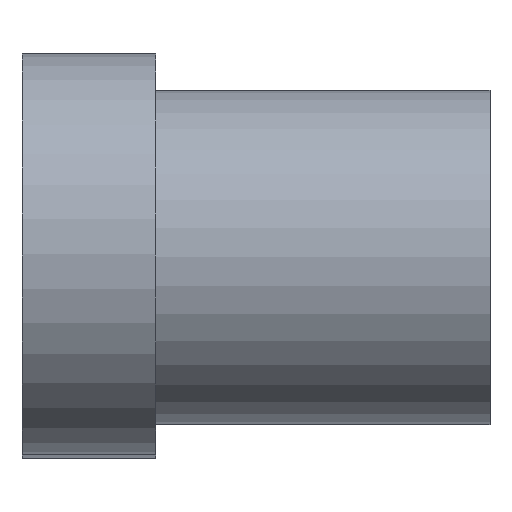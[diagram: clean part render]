
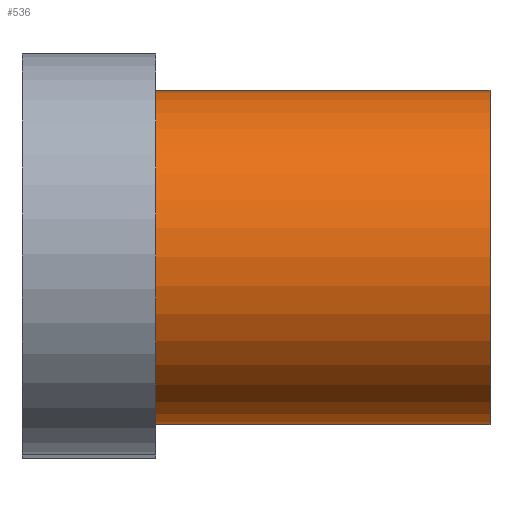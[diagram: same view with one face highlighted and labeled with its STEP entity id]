
A CAD part, top view. The second image highlights one B-rep face of the part: STEP entity #536.
In plain terms, the highlighted cylindrical face has radius 12.5 mm (diameter 25 mm), a partial arc.
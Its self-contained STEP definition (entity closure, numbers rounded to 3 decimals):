
#6=CARTESIAN_POINT('',(25.,0.,0.));
#7=DIRECTION('',(1.,0.,0.));
#8=DIRECTION('',(0.,1.,0.));
#9=AXIS2_PLACEMENT_3D('',#6,#7,#8);
#56=DIRECTION('',(1.,0.,0.));
#57=VECTOR('',#56,25.);
#58=CARTESIAN_POINT('',(0.,-12.5,0.));
#59=LINE('',#58,#57);
#114=CARTESIAN_POINT('',(0.,0.,0.));
#115=DIRECTION('',(1.,0.,0.));
#116=DIRECTION('',(0.,1.,0.));
#117=AXIS2_PLACEMENT_3D('',#114,#115,#116);
#119=DIRECTION('',(1.,0.,0.));
#120=VECTOR('',#119,25.);
#121=CARTESIAN_POINT('',(0.,12.5,0.));
#122=LINE('',#121,#120);
#333=CARTESIAN_POINT('',(25.,-12.5,0.));
#334=CARTESIAN_POINT('',(25.,12.5,0.));
#335=VERTEX_POINT('',#333);
#336=VERTEX_POINT('',#334);
#337=CARTESIAN_POINT('',(0.,-12.5,0.));
#338=CARTESIAN_POINT('',(0.,12.5,0.));
#339=VERTEX_POINT('',#337);
#340=VERTEX_POINT('',#338);
#525=CARTESIAN_POINT('',(0.,0.,0.));
#526=DIRECTION('',(1.,0.,0.));
#527=DIRECTION('',(0.,-1.,0.));
#528=AXIS2_PLACEMENT_3D('',#525,#526,#527);
#529=CYLINDRICAL_SURFACE('',#528,12.5);
#530=ORIENTED_EDGE('',*,*,#514,.F.);
#531=ORIENTED_EDGE('',*,*,#475,.T.);
#532=ORIENTED_EDGE('',*,*,#436,.T.);
#533=ORIENTED_EDGE('',*,*,#472,.F.);
#534=EDGE_LOOP('',(#530,#531,#532,#533));
#535=FACE_OUTER_BOUND('',#534,.F.);
#536=ADVANCED_FACE('',(#535),#529,.T.);
#10=CIRCLE('',#9,12.5);
#118=CIRCLE('',#117,12.5);
#436=EDGE_CURVE('',#336,#335,#10,.T.);
#472=EDGE_CURVE('',#339,#335,#59,.T.);
#475=EDGE_CURVE('',#340,#336,#122,.T.);
#514=EDGE_CURVE('',#340,#339,#118,.T.);
